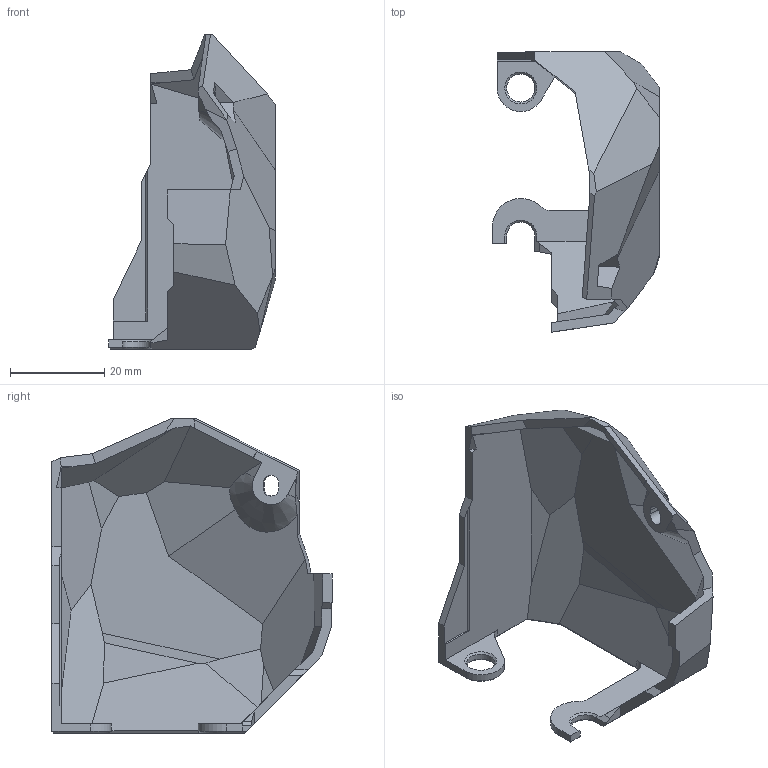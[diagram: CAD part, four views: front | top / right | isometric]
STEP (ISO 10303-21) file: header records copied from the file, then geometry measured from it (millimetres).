
FILE_DESCRIPTION (( 'STEP AP203' ), '1' );
FILE_NAME ('LGX_SB_Cover-r00r - Standard.STEP', '2023-01-21T17:44:22', ( '' ), ( '' ), 'SwSTEP 2.0', 'SolidWorks 2022', '' );
FILE_SCHEMA (( 'CONFIG_CONTROL_DESIGN' ));
Length unit declared in the file: millimetre
Products named in the file (1): LGX_SB_Cover-r00r - Standard
Bounding box: 35.5 x 59.6 x 66.9 mm (x, y, z)
Volume: 11643.1 mm3; surface area: 12284.1 mm2
Topology: 1 solids, 1 shells, 137 faces, 377 edges, 245 vertices
Faces by surface type: plane 118, cylinder 9, cone 9, bspline 1
Full cylindrical faces by diameter (mm): 6 x1
Entity records: 4442 total; most frequent: CARTESIAN_POINT 896, ORIENTED_EDGE 748, DIRECTION 661, EDGE_CURVE 374, LINE 337, VECTOR 337, VERTEX_POINT 245, AXIS2_PLACEMENT_3D 162
